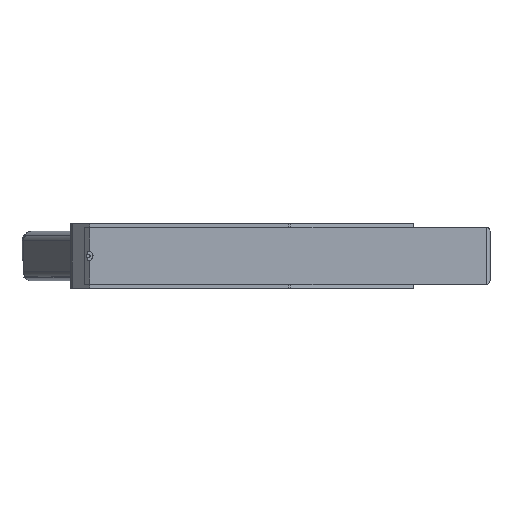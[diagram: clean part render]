
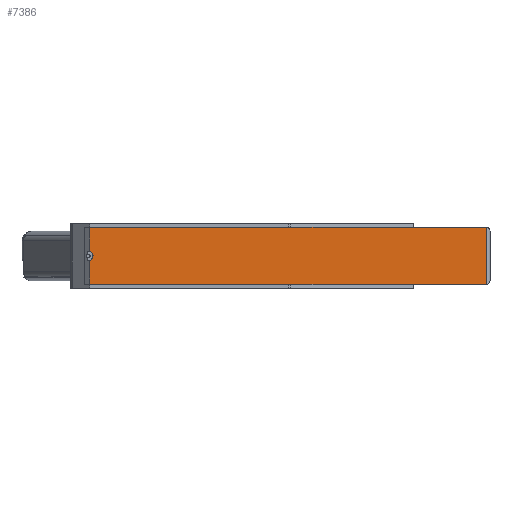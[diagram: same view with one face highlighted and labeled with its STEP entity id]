
A CAD part, top view. The second image highlights one B-rep face of the part: STEP entity #7386.
In plain terms, the highlighted planar face has unit normal (0, 0, 1).
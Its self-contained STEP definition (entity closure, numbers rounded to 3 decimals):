
#392=CIRCLE('',#7827,2.5);
#587=FACE_OUTER_BOUND('',#1006,.T.);
#1006=EDGE_LOOP('',(#4936,#4937,#4938,#4939,#4940,#4941,#4942,#4943,#4944,
#4945));
#1515=LINE('',#10522,#2303);
#1518=LINE('',#10527,#2306);
#1520=LINE('',#10537,#2308);
#1521=LINE('',#10539,#2309);
#1522=LINE('',#10541,#2310);
#1523=LINE('',#10543,#2311);
#1524=LINE('',#10545,#2312);
#1525=LINE('',#10547,#2313);
#1526=LINE('',#10548,#2314);
#2303=VECTOR('',#8472,10.);
#2306=VECTOR('',#8475,10.);
#2308=VECTOR('',#8489,10.);
#2309=VECTOR('',#8490,10.);
#2310=VECTOR('',#8491,10.);
#2311=VECTOR('',#8492,10.);
#2312=VECTOR('',#8493,10.);
#2313=VECTOR('',#8494,10.);
#2314=VECTOR('',#8495,10.);
#3094=VERTEX_POINT('',#10519);
#3095=VERTEX_POINT('',#10521);
#3096=VERTEX_POINT('',#10524);
#3097=VERTEX_POINT('',#10526);
#3099=VERTEX_POINT('',#10536);
#3100=VERTEX_POINT('',#10538);
#3101=VERTEX_POINT('',#10540);
#3102=VERTEX_POINT('',#10542);
#3103=VERTEX_POINT('',#10544);
#3104=VERTEX_POINT('',#10546);
#3810=EDGE_CURVE('',#3094,#3095,#1515,.T.);
#3813=EDGE_CURVE('',#3096,#3097,#1518,.T.);
#3816=EDGE_CURVE('',#3094,#3097,#392,.T.);
#3818=EDGE_CURVE('',#3096,#3099,#1520,.T.);
#3819=EDGE_CURVE('',#3099,#3100,#1521,.T.);
#3820=EDGE_CURVE('',#3101,#3100,#1522,.T.);
#3821=EDGE_CURVE('',#3102,#3101,#1523,.T.);
#3822=EDGE_CURVE('',#3102,#3103,#1524,.T.);
#3823=EDGE_CURVE('',#3103,#3104,#1525,.T.);
#3824=EDGE_CURVE('',#3104,#3095,#1526,.T.);
#4936=ORIENTED_EDGE('',*,*,#3816,.T.);
#4937=ORIENTED_EDGE('',*,*,#3813,.F.);
#4938=ORIENTED_EDGE('',*,*,#3818,.T.);
#4939=ORIENTED_EDGE('',*,*,#3819,.T.);
#4940=ORIENTED_EDGE('',*,*,#3820,.F.);
#4941=ORIENTED_EDGE('',*,*,#3821,.F.);
#4942=ORIENTED_EDGE('',*,*,#3822,.T.);
#4943=ORIENTED_EDGE('',*,*,#3823,.T.);
#4944=ORIENTED_EDGE('',*,*,#3824,.T.);
#4945=ORIENTED_EDGE('',*,*,#3810,.F.);
#7119=PLANE('',#7830);
#7386=ADVANCED_FACE('',(#587),#7119,.T.);
#7827=AXIS2_PLACEMENT_3D('',#10532,#8481,#8482);
#7830=AXIS2_PLACEMENT_3D('',#10535,#8487,#8488);
#8472=DIRECTION('',(0.,1.,0.));
#8475=DIRECTION('',(0.,1.,0.));
#8481=DIRECTION('center_axis',(0.,0.,-1.));
#8482=DIRECTION('ref_axis',(-1.,0.,0.));
#8487=DIRECTION('center_axis',(0.,0.,1.));
#8488=DIRECTION('ref_axis',(0.,1.,0.));
#8489=DIRECTION('',(1.,0.,0.));
#8490=DIRECTION('',(0.,-1.,0.));
#8491=DIRECTION('',(-1.,0.,0.));
#8492=DIRECTION('',(0.,-1.,0.));
#8493=DIRECTION('',(-1.,0.,0.));
#8494=DIRECTION('',(0.,-1.,0.));
#8495=DIRECTION('',(-1.,0.,0.));
#10519=CARTESIAN_POINT('',(-90.,2.34,60.));
#10521=CARTESIAN_POINT('',(-90.,14.85,60.));
#10522=CARTESIAN_POINT('',(-90.,-7.5,60.));
#10524=CARTESIAN_POINT('',(-90.,-14.85,60.));
#10526=CARTESIAN_POINT('',(-90.,-2.34,60.));
#10527=CARTESIAN_POINT('',(-90.,-7.5,60.));
#10532=CARTESIAN_POINT('Origin',(-90.879,0.,60.));
#10535=CARTESIAN_POINT('Origin',(120.,-15.,60.));
#10536=CARTESIAN_POINT('',(15.,-14.85,60.));
#10537=CARTESIAN_POINT('',(41.719,-14.85,60.));
#10538=CARTESIAN_POINT('',(15.,-15.,60.));
#10539=CARTESIAN_POINT('',(15.,-15.,60.));
#10540=CARTESIAN_POINT('',(118.,-15.,60.));
#10541=CARTESIAN_POINT('',(120.,-15.,60.));
#10542=CARTESIAN_POINT('',(118.,15.,60.));
#10543=CARTESIAN_POINT('',(118.,-7.5,60.));
#10544=CARTESIAN_POINT('',(15.,15.,60.));
#10545=CARTESIAN_POINT('',(120.,15.,60.));
#10546=CARTESIAN_POINT('',(15.,14.85,60.));
#10547=CARTESIAN_POINT('',(15.,0.,60.));
#10548=CARTESIAN_POINT('',(41.719,14.85,60.));
